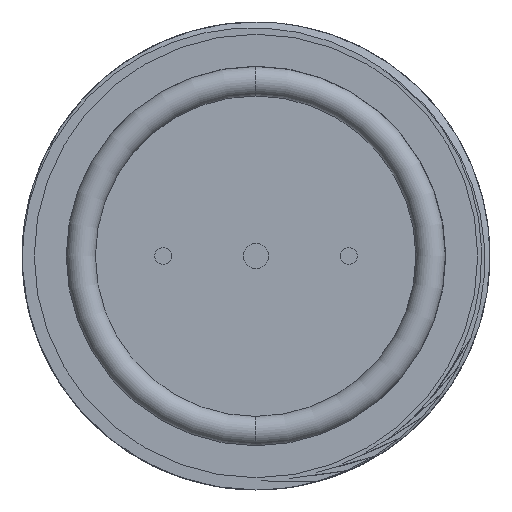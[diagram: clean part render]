
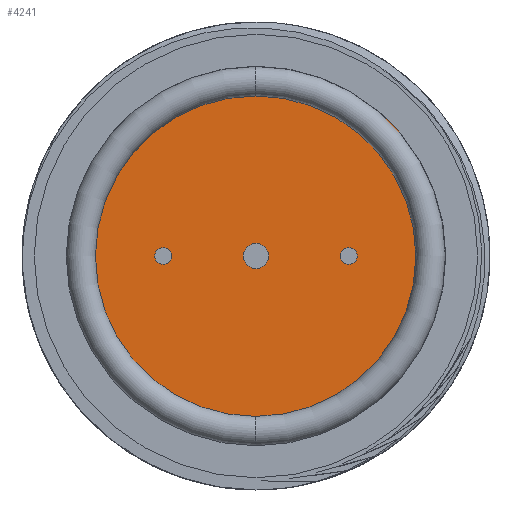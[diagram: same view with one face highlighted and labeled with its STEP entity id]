
A CAD part, front view. The second image highlights one B-rep face of the part: STEP entity #4241.
In plain terms, the highlighted planar face has unit normal (0, -1, 0).
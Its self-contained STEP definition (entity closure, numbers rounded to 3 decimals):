
#31 = VERTEX_POINT ( 'NONE', #8993 ) ;
#190 = CARTESIAN_POINT ( 'NONE',  ( 11., 2.7, 0. ) ) ;
#196 = CARTESIAN_POINT ( 'NONE',  ( 11., 2.7, 0. ) ) ;
#217 = DIRECTION ( 'NONE',  ( 0., 0., -1. ) ) ;
#230 = DIRECTION ( 'NONE',  ( 0., 0., -1. ) ) ;
#529 = CARTESIAN_POINT ( 'NONE',  ( 0., 2.7, 0. ) ) ;
#759 = ORIENTED_EDGE ( 'NONE', *, *, #6463, .T. ) ;
#779 = ORIENTED_EDGE ( 'NONE', *, *, #3190, .F. ) ;
#870 = CIRCLE ( 'NONE', #6768, 1. ) ;
#963 = DIRECTION ( 'NONE',  ( 0., 0., -1. ) ) ;
#968 = DIRECTION ( 'NONE',  ( 0., 0., -1. ) ) ;
#992 = AXIS2_PLACEMENT_3D ( 'NONE', #529, #5924, #1299 ) ;
#1052 = AXIS2_PLACEMENT_3D ( 'NONE', #7553, #2880, #8329 ) ;
#1202 = CIRCLE ( 'NONE', #2941, 1.5 ) ;
#1299 = DIRECTION ( 'NONE',  ( 0., 0., -1. ) ) ;
#1343 = CARTESIAN_POINT ( 'NONE',  ( 0., 2.7, 1.5 ) ) ;
#1442 = ORIENTED_EDGE ( 'NONE', *, *, #7382, .F. ) ;
#1664 = PLANE ( 'NONE',  #9789 ) ;
#1674 = EDGE_LOOP ( 'NONE', ( #6674, #759 ) ) ;
#2038 = CARTESIAN_POINT ( 'NONE',  ( 0., 2.7, 0. ) ) ;
#2080 = VERTEX_POINT ( 'NONE', #1343 ) ;
#2365 = VERTEX_POINT ( 'NONE', #2602 ) ;
#2602 = CARTESIAN_POINT ( 'NONE',  ( 11., 2.7, -1. ) ) ;
#2814 = DIRECTION ( 'NONE',  ( 0., 0., -1. ) ) ;
#2880 = DIRECTION ( 'NONE',  ( 0., -1., 0. ) ) ;
#2941 = AXIS2_PLACEMENT_3D ( 'NONE', #2038, #7474, #2814 ) ;
#3062 = CARTESIAN_POINT ( 'NONE',  ( 11., 2.7, 1. ) ) ;
#3190 = EDGE_CURVE ( 'NONE', #31, #9725, #870, .T. ) ;
#3525 = DIRECTION ( 'NONE',  ( 0., -1., 0. ) ) ;
#3752 = CIRCLE ( 'NONE', #992, 1.5 ) ;
#4004 = CARTESIAN_POINT ( 'NONE',  ( 0., 2.7, 0. ) ) ;
#4043 = EDGE_CURVE ( 'NONE', #2365, #6076, #8615, .T. ) ;
#4212 = CARTESIAN_POINT ( 'NONE',  ( 0., 2.7, -22.5 ) ) ;
#4241 = ADVANCED_FACE ( 'NONE', ( #9744, #7880, #7635, #5554 ), #1664, .T. ) ;
#4251 = AXIS2_PLACEMENT_3D ( 'NONE', #190, #5581, #963 ) ;
#4401 = AXIS2_PLACEMENT_3D ( 'NONE', #9538, #4825, #217 ) ;
#4620 = AXIS2_PLACEMENT_3D ( 'NONE', #196, #5587, #968 ) ;
#4785 = DIRECTION ( 'NONE',  ( 0., 0., -1. ) ) ;
#4795 = ORIENTED_EDGE ( 'NONE', *, *, #4043, .F. ) ;
#4825 = DIRECTION ( 'NONE',  ( 0., -1., 0. ) ) ;
#4842 = DIRECTION ( 'NONE',  ( 0., -1., 0. ) ) ;
#5483 = EDGE_CURVE ( 'NONE', #6076, #2365, #6204, .T. ) ;
#5554 = FACE_OUTER_BOUND ( 'NONE', #1674, .T. ) ;
#5581 = DIRECTION ( 'NONE',  ( 0., -1., 0. ) ) ;
#5587 = DIRECTION ( 'NONE',  ( 0., -1., 0. ) ) ;
#5603 = EDGE_LOOP ( 'NONE', ( #4795, #8377 ) ) ;
#5725 = VERTEX_POINT ( 'NONE', #9706 ) ;
#5851 = CIRCLE ( 'NONE', #1052, 22.5 ) ;
#5924 = DIRECTION ( 'NONE',  ( 0., -1., 0. ) ) ;
#5954 = CIRCLE ( 'NONE', #4401, 22.5 ) ;
#6076 = VERTEX_POINT ( 'NONE', #3062 ) ;
#6204 = CIRCLE ( 'NONE', #4251, 1. ) ;
#6432 = EDGE_LOOP ( 'NONE', ( #779, #8873 ) ) ;
#6463 = EDGE_CURVE ( 'NONE', #10001, #8775, #5851, .T. ) ;
#6674 = ORIENTED_EDGE ( 'NONE', *, *, #7782, .T. ) ;
#6768 = AXIS2_PLACEMENT_3D ( 'NONE', #9552, #4842, #230 ) ;
#7021 = CARTESIAN_POINT ( 'NONE',  ( 0., 2.7, 22.5 ) ) ;
#7382 = EDGE_CURVE ( 'NONE', #2080, #5725, #3752, .T. ) ;
#7474 = DIRECTION ( 'NONE',  ( 0., -1., 0. ) ) ;
#7534 = ORIENTED_EDGE ( 'NONE', *, *, #9643, .F. ) ;
#7553 = CARTESIAN_POINT ( 'NONE',  ( 0., 2.7, 0. ) ) ;
#7577 = CARTESIAN_POINT ( 'NONE',  ( -11., 2.7, 1. ) ) ;
#7635 = FACE_BOUND ( 'NONE', #9774, .T. ) ;
#7782 = EDGE_CURVE ( 'NONE', #8775, #10001, #5954, .T. ) ;
#7880 = FACE_BOUND ( 'NONE', #5603, .T. ) ;
#7924 = EDGE_CURVE ( 'NONE', #9725, #31, #8023, .T. ) ;
#8023 = CIRCLE ( 'NONE', #9676, 1. ) ;
#8201 = CARTESIAN_POINT ( 'NONE',  ( -11., 2.7, 0. ) ) ;
#8329 = DIRECTION ( 'NONE',  ( 0., 0., -1. ) ) ;
#8377 = ORIENTED_EDGE ( 'NONE', *, *, #5483, .F. ) ;
#8615 = CIRCLE ( 'NONE', #4620, 1. ) ;
#8775 = VERTEX_POINT ( 'NONE', #4212 ) ;
#8873 = ORIENTED_EDGE ( 'NONE', *, *, #7924, .F. ) ;
#8993 = CARTESIAN_POINT ( 'NONE',  ( -11., 2.7, -1. ) ) ;
#9001 = DIRECTION ( 'NONE',  ( 0., 0., -1. ) ) ;
#9489 = DIRECTION ( 'NONE',  ( 0., -1., 0. ) ) ;
#9538 = CARTESIAN_POINT ( 'NONE',  ( 0., 2.7, 0. ) ) ;
#9552 = CARTESIAN_POINT ( 'NONE',  ( -11., 2.7, 0. ) ) ;
#9643 = EDGE_CURVE ( 'NONE', #5725, #2080, #1202, .T. ) ;
#9676 = AXIS2_PLACEMENT_3D ( 'NONE', #8201, #3525, #9001 ) ;
#9706 = CARTESIAN_POINT ( 'NONE',  ( 0., 2.7, -1.5 ) ) ;
#9725 = VERTEX_POINT ( 'NONE', #7577 ) ;
#9744 = FACE_BOUND ( 'NONE', #6432, .T. ) ;
#9774 = EDGE_LOOP ( 'NONE', ( #7534, #1442 ) ) ;
#9789 = AXIS2_PLACEMENT_3D ( 'NONE', #4004, #9489, #4785 ) ;
#10001 = VERTEX_POINT ( 'NONE', #7021 ) ;
